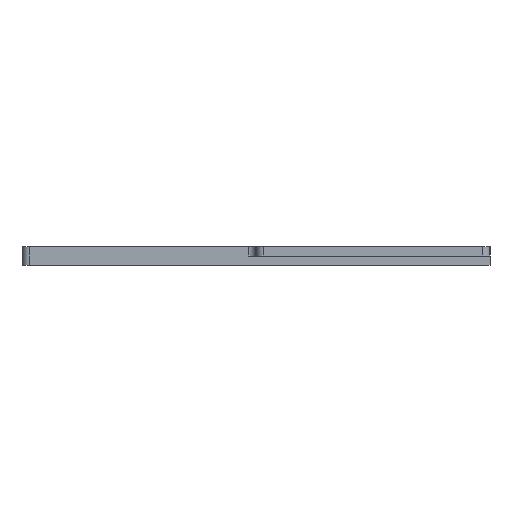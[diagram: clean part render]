
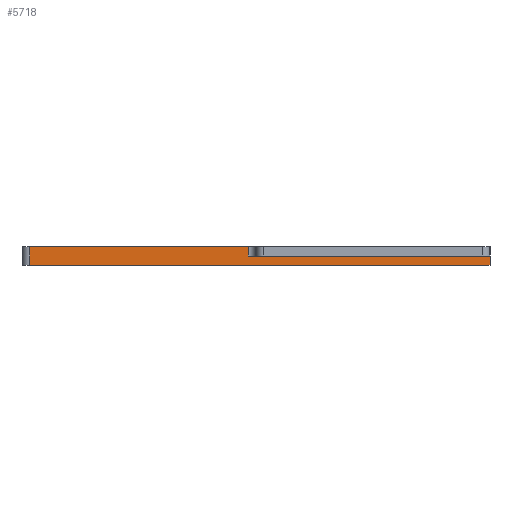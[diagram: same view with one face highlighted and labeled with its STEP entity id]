
A CAD part, left-side view. The second image highlights one B-rep face of the part: STEP entity #5718.
In plain terms, the highlighted planar face has unit normal (-1, 0, 0).
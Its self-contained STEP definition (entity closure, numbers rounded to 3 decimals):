
#1078=CARTESIAN_POINT('',(-47.626,-38.102,12.5));
#1079=VERTEX_POINT('',#1078);
#1086=CARTESIAN_POINT('',(-47.626,-38.102,11.));
#1087=VERTEX_POINT('',#1086);
#1088=CARTESIAN_POINT('',(-47.626,-38.102,12.5));
#1089=DIRECTION('',(0.,0.,-1.));
#1090=VECTOR('',#1089,1.5);
#1091=LINE('',#1088,#1090);
#1092=EDGE_CURVE('',#1079,#1087,#1091,.T.);
#1895=CARTESIAN_POINT('',(-47.626,36.848,11.));
#1896=VERTEX_POINT('',#1895);
#1897=CARTESIAN_POINT('',(-47.626,-38.102,11.));
#1898=DIRECTION('',(0.,1.,0.));
#1899=VECTOR('',#1898,74.95);
#1900=LINE('',#1897,#1899);
#1901=EDGE_CURVE('',#1087,#1896,#1900,.T.);
#5679=CARTESIAN_POINT('',(-47.626,19.048,14.));
#5680=DIRECTION('',(-1.,0.,0.));
#5681=DIRECTION('',(0.,0.,1.));
#5682=AXIS2_PLACEMENT_3D('',#5679,#5680,#5681);
#5683=PLANE('',#5682);
#5684=CARTESIAN_POINT('',(-47.626,1.249,14.));
#5685=VERTEX_POINT('',#5684);
#5686=CARTESIAN_POINT('',(-47.626,36.848,14.));
#5687=VERTEX_POINT('',#5686);
#5688=CARTESIAN_POINT('',(-47.626,1.249,14.));
#5689=DIRECTION('',(0.,1.,0.));
#5690=VECTOR('',#5689,35.598);
#5691=LINE('',#5688,#5690);
#5692=EDGE_CURVE('',#5685,#5687,#5691,.T.);
#5693=ORIENTED_EDGE('',*,*,#5692,.T.);
#5694=CARTESIAN_POINT('',(-47.626,36.848,14.));
#5695=DIRECTION('',(-0.,-0.,-1.));
#5696=VECTOR('',#5695,3.);
#5697=LINE('',#5694,#5696);
#5698=EDGE_CURVE('',#5687,#1896,#5697,.T.);
#5699=ORIENTED_EDGE('',*,*,#5698,.T.);
#5700=ORIENTED_EDGE('',*,*,#1901,.F.);
#5701=ORIENTED_EDGE('',*,*,#1092,.F.);
#5702=CARTESIAN_POINT('',(-47.626,1.249,12.5));
#5703=VERTEX_POINT('',#5702);
#5704=CARTESIAN_POINT('',(-47.626,1.249,12.5));
#5705=DIRECTION('',(0.,-1.,0.));
#5706=VECTOR('',#5705,39.351);
#5707=LINE('',#5704,#5706);
#5708=EDGE_CURVE('',#5703,#1079,#5707,.T.);
#5709=ORIENTED_EDGE('',*,*,#5708,.F.);
#5710=CARTESIAN_POINT('',(-47.626,1.249,12.5));
#5711=DIRECTION('',(0.,0.,1.));
#5712=VECTOR('',#5711,1.5);
#5713=LINE('',#5710,#5712);
#5714=EDGE_CURVE('',#5703,#5685,#5713,.T.);
#5715=ORIENTED_EDGE('',*,*,#5714,.T.);
#5716=EDGE_LOOP('',(#5693,#5699,#5700,#5701,#5709,#5715));
#5717=FACE_BOUND('',#5716,.T.);
#5718=ADVANCED_FACE('',(#5717),#5683,.T.);
